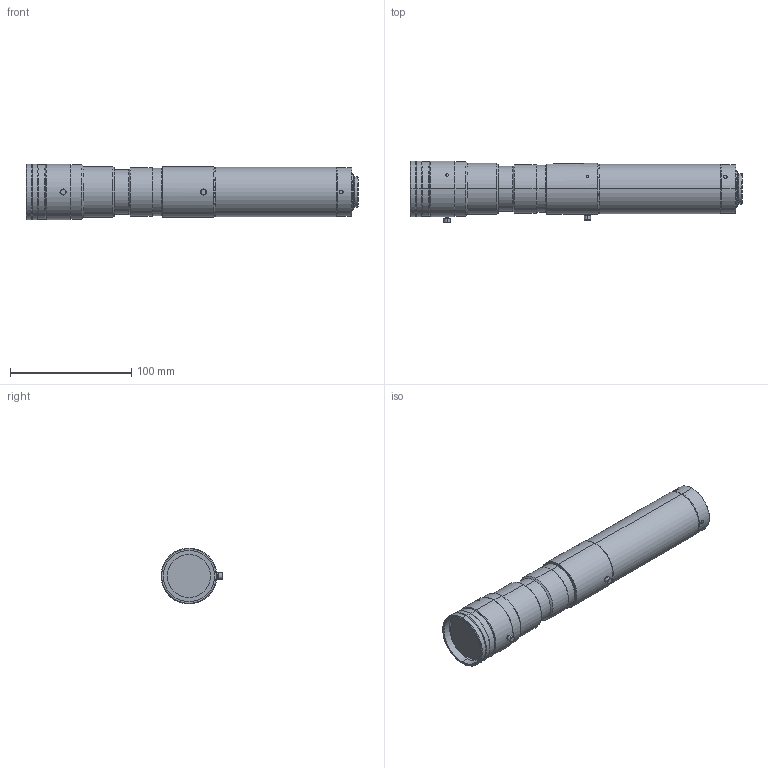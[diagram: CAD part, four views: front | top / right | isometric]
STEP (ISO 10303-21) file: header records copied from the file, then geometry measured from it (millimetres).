
FILE_DESCRIPTION (( 'STEP AP203' ), '1' );
FILE_NAME ('VSZ-10100.STEP', '2015-05-12T06:21:18', ( 'miura_vst' ), ( '' ), 'SwSTEP 2.0', 'SolidWorks 2015', '' );
FILE_SCHEMA (( 'CONFIG_CONTROL_DESIGN' ));
Length unit declared in the file: millimetre
Products named in the file (1): VSZ-10100
Bounding box: 273.47 x 51.05 x 46 mm (x, y, z)
Volume: 359477.2 mm3; surface area: 42195.9 mm2
Topology: 1 solids, 1 shells, 174 faces, 355 edges, 216 vertices
Faces by surface type: cylinder 82, cone 51, plane 41
Entity records: 4973 total; most frequent: CARTESIAN_POINT 1112, DIRECTION 872, ORIENTED_EDGE 710, AXIS2_PLACEMENT_3D 362, EDGE_CURVE 355, VERTEX_POINT 216, EDGE_LOOP 207, CIRCLE 187
